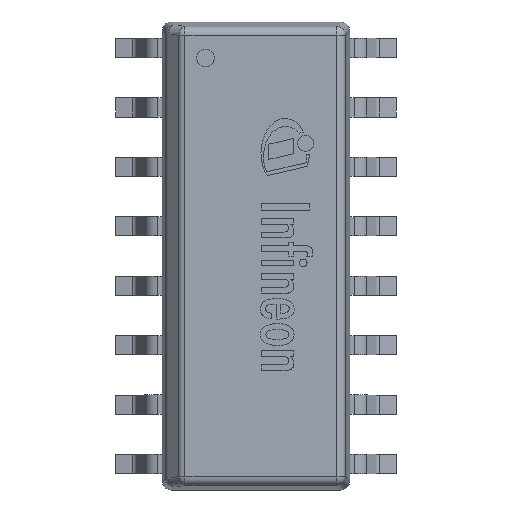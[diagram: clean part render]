
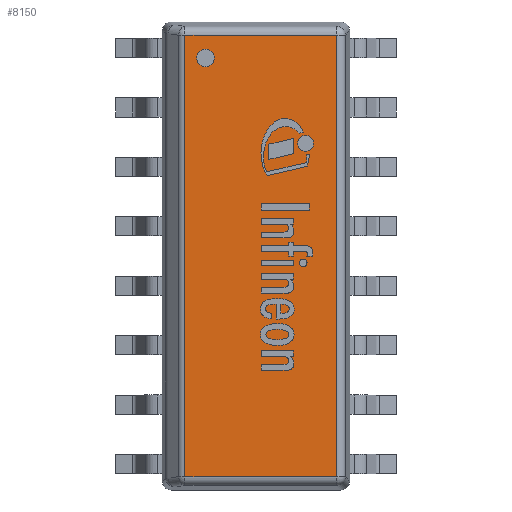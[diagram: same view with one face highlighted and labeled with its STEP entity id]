
A CAD part, top view. The second image highlights one B-rep face of the part: STEP entity #8150.
In plain terms, the highlighted planar face has unit normal (0, 0, 1).
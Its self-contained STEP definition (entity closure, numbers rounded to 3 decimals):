
#18=FACE_BOUND('',#2733,.T.);
#95=PLANE('',#8707);
#376=LINE('',#12243,#1195);
#391=LINE('',#12302,#1210);
#392=LINE('',#12304,#1211);
#394=LINE('',#12307,#1213);
#1195=VECTOR('',#9640,1.);
#1210=VECTOR('',#9707,1.);
#1211=VECTOR('',#9710,1.);
#1213=VECTOR('',#9714,1.);
#2246=FACE_OUTER_BOUND('',#2732,.T.);
#2732=EDGE_LOOP('',(#5780,#5781,#5782,#5783));
#2733=EDGE_LOOP('',(#5784,#5785));
#3216=CIRCLE('',#8708,0.19);
#3217=CIRCLE('',#8709,0.19);
#3612=VERTEX_POINT('',#12229);
#3617=VERTEX_POINT('',#12239);
#3619=VERTEX_POINT('',#12247);
#3629=VERTEX_POINT('',#12276);
#3638=VERTEX_POINT('',#12320);
#3639=VERTEX_POINT('',#12321);
#4446=EDGE_CURVE('',#3612,#3617,#376,.T.);
#4476=EDGE_CURVE('',#3617,#3629,#391,.T.);
#4477=EDGE_CURVE('',#3629,#3619,#392,.T.);
#4479=EDGE_CURVE('',#3619,#3612,#394,.T.);
#4486=EDGE_CURVE('',#3638,#3639,#3216,.T.);
#4487=EDGE_CURVE('',#3639,#3638,#3217,.T.);
#5780=ORIENTED_EDGE('',*,*,#4446,.F.);
#5781=ORIENTED_EDGE('',*,*,#4479,.F.);
#5782=ORIENTED_EDGE('',*,*,#4477,.F.);
#5783=ORIENTED_EDGE('',*,*,#4476,.F.);
#5784=ORIENTED_EDGE('',*,*,#4486,.F.);
#5785=ORIENTED_EDGE('',*,*,#4487,.F.);
#8150=ADVANCED_FACE('',(#2246,#18),#95,.T.);
#8707=AXIS2_PLACEMENT_3D('',#12319,#9728,#9729);
#8708=AXIS2_PLACEMENT_3D('',#12322,#9730,#9731);
#8709=AXIS2_PLACEMENT_3D('',#12323,#9732,#9733);
#9640=DIRECTION('',(-1.,0.,0.));
#9707=DIRECTION('',(0.,1.,0.));
#9710=DIRECTION('',(1.,0.,0.));
#9714=DIRECTION('',(0.,-1.,0.));
#9728=DIRECTION('center_axis',(0.,0.,1.));
#9729=DIRECTION('ref_axis',(0.,-1.,0.));
#9730=DIRECTION('center_axis',(0.,0.,1.));
#9731=DIRECTION('ref_axis',(0.,-1.,0.));
#9732=DIRECTION('center_axis',(0.,0.,1.));
#9733=DIRECTION('ref_axis',(0.,-1.,0.));
#12229=CARTESIAN_POINT('',(1.718,-4.718,1.75));
#12239=CARTESIAN_POINT('',(-1.518,-4.718,1.75));
#12243=CARTESIAN_POINT('',(-1.,-4.718,1.75));
#12247=CARTESIAN_POINT('',(1.718,4.718,1.75));
#12276=CARTESIAN_POINT('',(-1.518,4.718,1.75));
#12302=CARTESIAN_POINT('',(-1.518,2.5,1.75));
#12304=CARTESIAN_POINT('',(1.,4.718,1.75));
#12307=CARTESIAN_POINT('',(1.718,-2.5,1.75));
#12319=CARTESIAN_POINT('Origin',(0.,0.,
1.75));
#12320=CARTESIAN_POINT('',(-1.08,4.04,1.75));
#12321=CARTESIAN_POINT('',(-1.08,4.42,1.75));
#12322=CARTESIAN_POINT('Origin',(-1.08,4.23,1.75));
#12323=CARTESIAN_POINT('Origin',(-1.08,4.23,1.75));
